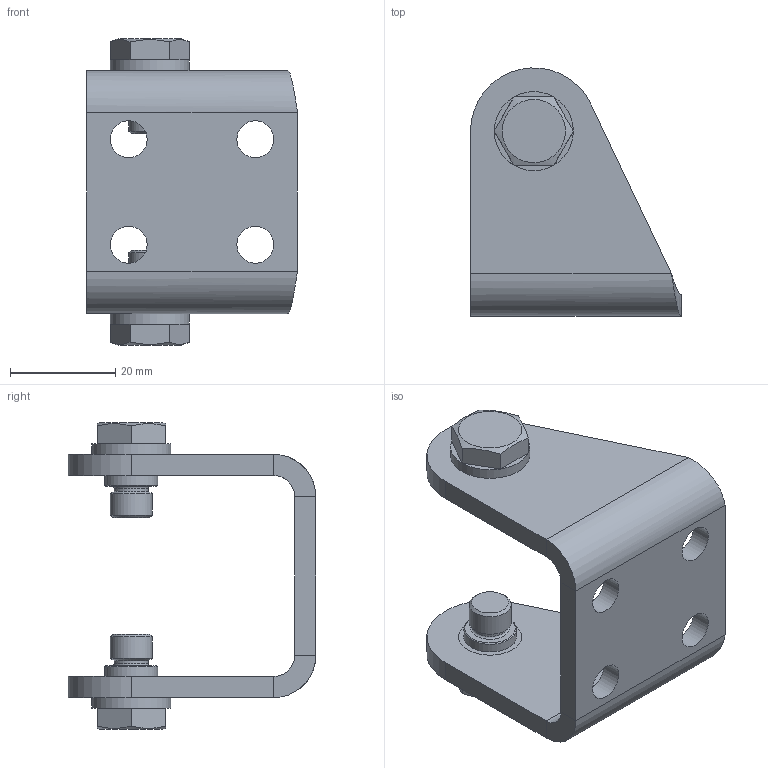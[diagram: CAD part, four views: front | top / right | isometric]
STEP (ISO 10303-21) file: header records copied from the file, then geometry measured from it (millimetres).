
FILE_DESCRIPTION((''),'2;1');
FILE_NAME('MCFI032.stp','2015-10-16T14:43:39',('carlo.corazza'),(''),'Autodesk Inventor 2013','Autodesk Inventor 2013','');
FILE_SCHEMA(('AUTOMOTIVE_DESIGN { 1 0 10303 214 1 1 1 1 }'));
Length unit declared in the file: millimetre
Products named in the file (4): MCFI032; BOCCOLA; PERNO
Assembly tree (5 placements, depth 2):
  MCFI032
    BOCCOLA  x2
    MCFI032
    PERNO  x2
Bounding box: 40 x 46.98 x 58.1 mm (x, y, z)
Volume: 18553.1 mm3; surface area: 12258.2 mm2
Topology: 5 solids, 5 shells, 78 faces, 160 edges, 98 vertices
Faces by surface type: plane 40, cylinder 24, cone 10, bspline 2, torus 2
Full cylindrical faces by diameter (mm): 6.5 x2, 7 x4, 8 x2, 10 x4, 12 x4, 15 x2
Entity records: 1511 total; most frequent: CARTESIAN_POINT 312, DIRECTION 238, ORIENTED_EDGE 182, AXIS2_PLACEMENT_3D 97, EDGE_CURVE 91, EDGE_LOOP 88, VERTEX_POINT 65, FACE_OUTER_BOUND 53
